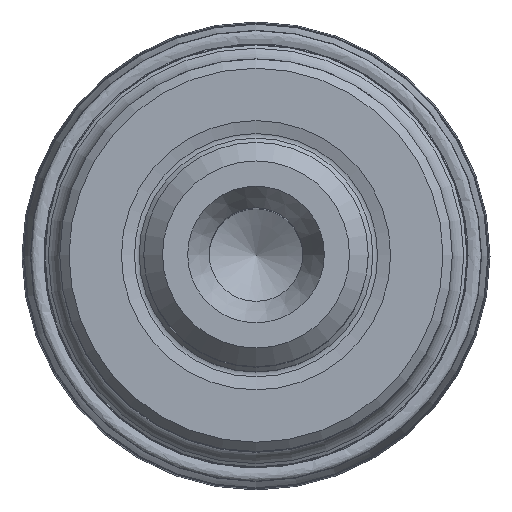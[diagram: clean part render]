
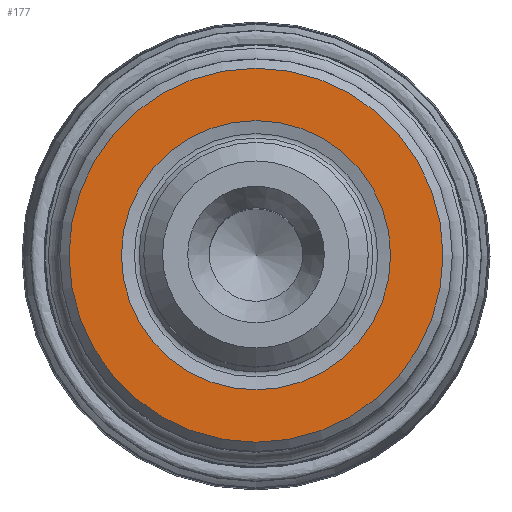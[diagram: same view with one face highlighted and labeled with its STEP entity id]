
A CAD part, top view. The second image highlights one B-rep face of the part: STEP entity #177.
In plain terms, the highlighted planar face has unit normal (0, 0, 1).
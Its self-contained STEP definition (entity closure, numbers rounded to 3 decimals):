
#48=PLANE('',#1113);
#177=ADVANCED_FACE('',(#437,#438),#48,.T.);
#437=FACE_BOUND('',#574,.T.);
#438=FACE_BOUND('',#575,.T.);
#574=EDGE_LOOP('',(#734));
#575=EDGE_LOOP('',(#735));
#734=ORIENTED_EDGE('',*,*,#956,.T.);
#735=ORIENTED_EDGE('',*,*,#957,.F.);
#872=VERTEX_POINT('',#2113);
#873=VERTEX_POINT('',#2115);
#956=EDGE_CURVE('',#872,#872,#1033,.T.);
#957=EDGE_CURVE('',#873,#873,#1034,.T.);
#1033=CIRCLE('',#1111,10.);
#1034=CIRCLE('',#1112,7.199);
#1111=AXIS2_PLACEMENT_3D('',#2112,#1326,#1327);
#1112=AXIS2_PLACEMENT_3D('',#2114,#1328,#1329);
#1113=AXIS2_PLACEMENT_3D('',#2116,#1330,#1331);
#1326=DIRECTION('',(0.,0.,1.));
#1327=DIRECTION('',(1.,0.,0.));
#1328=DIRECTION('',(0.,0.,1.));
#1329=DIRECTION('',(1.,0.,0.));
#1330=DIRECTION('',(0.,0.,1.));
#1331=DIRECTION('',(1.,0.,0.));
#2112=CARTESIAN_POINT('',(0.,0.,0.));
#2113=CARTESIAN_POINT('',(10.,0.,0.));
#2114=CARTESIAN_POINT('',(0.,0.,0.));
#2115=CARTESIAN_POINT('',(7.199,0.,0.));
#2116=CARTESIAN_POINT('',(7.199,0.,0.));
